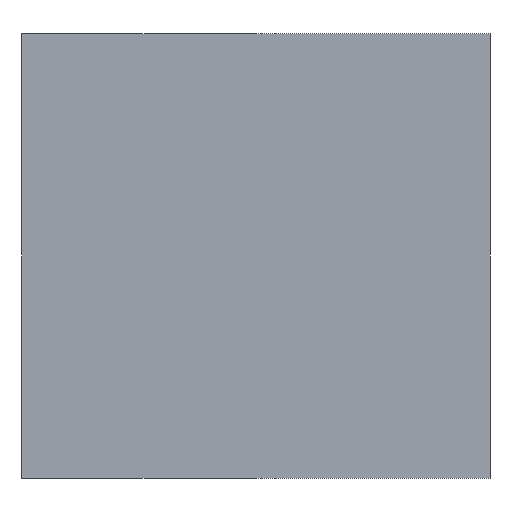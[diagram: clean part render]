
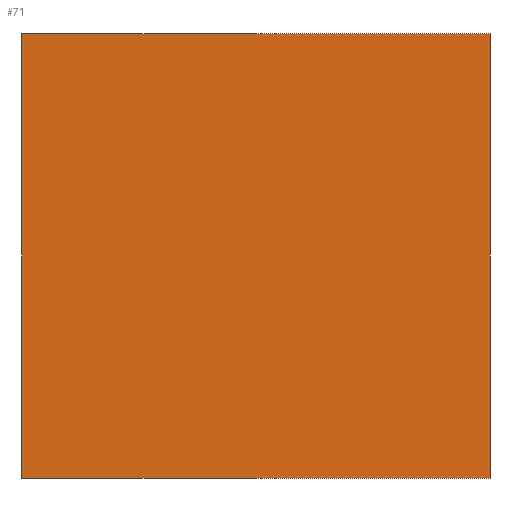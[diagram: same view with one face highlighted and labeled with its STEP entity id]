
A CAD part, front view. The second image highlights one B-rep face of the part: STEP entity #71.
In plain terms, the highlighted planar face has unit normal (0, -1, 0).
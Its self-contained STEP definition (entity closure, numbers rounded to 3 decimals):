
#71=ADVANCED_FACE('',(#139),#140,.T.);
#139=FACE_OUTER_BOUND('',#201,.T.);
#140=PLANE('',#202);
#201=EDGE_LOOP('',(#327,#328,#329,#330));
#202=AXIS2_PLACEMENT_3D('',#331,#332,#333);
#327=ORIENTED_EDGE('',*,*,#441,.T.);
#328=ORIENTED_EDGE('',*,*,#442,.F.);
#329=ORIENTED_EDGE('',*,*,#443,.F.);
#330=ORIENTED_EDGE('',*,*,#438,.T.);
#331=CARTESIAN_POINT('',(-10.0,-12.0,0.0));
#332=DIRECTION('',(0.0,-1.0,0.0));
#333=DIRECTION('',(0.0,0.0,-1.0));
#438=EDGE_CURVE('',#534,#532,#535,.T.);
#441=EDGE_CURVE('',#532,#538,#539,.T.);
#442=EDGE_CURVE('',#540,#538,#541,.T.);
#443=EDGE_CURVE('',#534,#540,#542,.T.);
#532=VERTEX_POINT('',#671);
#534=VERTEX_POINT('',#674);
#535=LINE('',#675,#676);
#538=VERTEX_POINT('',#680);
#539=LINE('',#681,#682);
#540=VERTEX_POINT('',#683);
#541=LINE('',#684,#685);
#542=LINE('',#686,#687);
#671=CARTESIAN_POINT('',(10.0,-12.0,-9.5));
#674=CARTESIAN_POINT('',(-10.0,-12.0,-9.5));
#675=CARTESIAN_POINT('',(-10.0,-12.0,-9.5));
#676=VECTOR('',#737,1.0);
#680=CARTESIAN_POINT('',(10.0,-12.0,9.5));
#681=CARTESIAN_POINT('',(10.0,-12.0,-9.5));
#682=VECTOR('',#739,1.0);
#683=CARTESIAN_POINT('',(-10.0,-12.0,9.5));
#684=CARTESIAN_POINT('',(-10.0,-12.0,9.5));
#685=VECTOR('',#740,1.0);
#686=CARTESIAN_POINT('',(-10.0,-12.0,-9.5));
#687=VECTOR('',#741,1.0);
#737=DIRECTION('',(1.0,0.0,0.0));
#739=DIRECTION('',(0.0,0.0,1.0));
#740=DIRECTION('',(1.0,0.0,0.0));
#741=DIRECTION('',(0.0,0.0,1.0));
